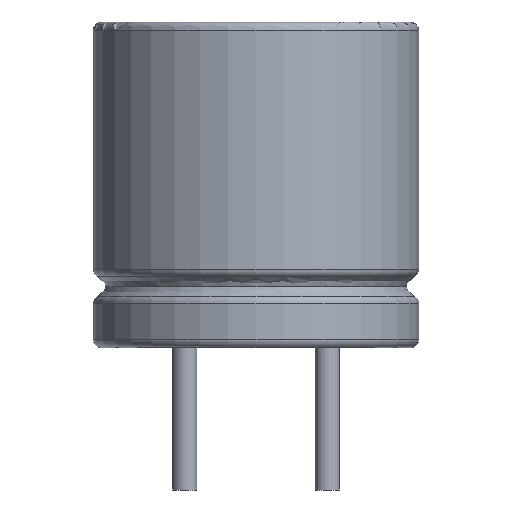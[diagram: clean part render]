
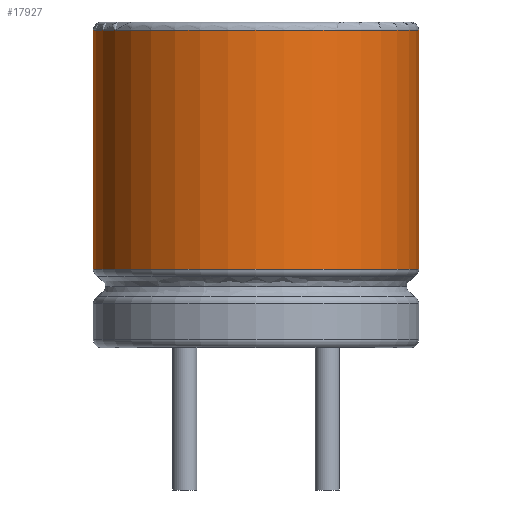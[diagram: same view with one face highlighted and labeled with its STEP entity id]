
A CAD part, front view. The second image highlights one B-rep face of the part: STEP entity #17927.
In plain terms, the highlighted cylindrical face has radius 4 mm (diameter 8 mm), a partial arc.
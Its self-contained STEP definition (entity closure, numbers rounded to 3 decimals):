
#17 = CARTESIAN_POINT ( 'NONE',  ( 4., 0., 7.8 ) ) ;
#798 = CARTESIAN_POINT ( 'NONE',  ( 4., 0., 1.925 ) ) ;
#1597 = CIRCLE ( 'NONE', #7209, 4. ) ;
#1894 = CARTESIAN_POINT ( 'NONE',  ( -4., 0., 1.925 ) ) ;
#2226 = CYLINDRICAL_SURFACE ( 'NONE', #6477, 4. ) ;
#2876 = DIRECTION ( 'NONE',  ( 1., 0., 0. ) ) ;
#2881 = DIRECTION ( 'NONE',  ( 0., 0., 1. ) ) ;
#3129 = CARTESIAN_POINT ( 'NONE',  ( -4., 0., 7.8 ) ) ;
#3297 = DIRECTION ( 'NONE',  ( -1., 0., 0. ) ) ;
#3698 = EDGE_CURVE ( 'NONE', #16175, #10755, #6386, .T. ) ;
#3853 = EDGE_CURVE ( 'NONE', #16175, #9086, #1597, .T. ) ;
#4538 = CARTESIAN_POINT ( 'NONE',  ( 0., 0., 1.925 ) ) ;
#4633 = ORIENTED_EDGE ( 'NONE', *, *, #18979, .T. ) ;
#4744 = DIRECTION ( 'NONE',  ( 0., 0., -1. ) ) ;
#6180 = CARTESIAN_POINT ( 'NONE',  ( 4., 0., 8. ) ) ;
#6386 = LINE ( 'NONE', #6180, #8859 ) ;
#6477 = AXIS2_PLACEMENT_3D ( 'NONE', #8926, #7258, #16732 ) ;
#7209 = AXIS2_PLACEMENT_3D ( 'NONE', #17097, #9374, #2876 ) ;
#7258 = DIRECTION ( 'NONE',  ( 0., 0., -1. ) ) ;
#7854 = ORIENTED_EDGE ( 'NONE', *, *, #19606, .T. ) ;
#7948 = CARTESIAN_POINT ( 'NONE',  ( -4., 0., 8. ) ) ;
#8859 = VECTOR ( 'NONE', #20510, 1000. ) ;
#8926 = CARTESIAN_POINT ( 'NONE',  ( 0., 0., 8. ) ) ;
#8949 = VECTOR ( 'NONE', #4744, 1000. ) ;
#9086 = VERTEX_POINT ( 'NONE', #3129 ) ;
#9374 = DIRECTION ( 'NONE',  ( 0., 0., -1. ) ) ;
#10755 = VERTEX_POINT ( 'NONE', #798 ) ;
#11356 = EDGE_LOOP ( 'NONE', ( #15594, #14742, #7854, #4633 ) ) ;
#12130 = CIRCLE ( 'NONE', #13438, 4. ) ;
#13438 = AXIS2_PLACEMENT_3D ( 'NONE', #4538, #2881, #3297 ) ;
#14742 = ORIENTED_EDGE ( 'NONE', *, *, #3853, .T. ) ;
#15594 = ORIENTED_EDGE ( 'NONE', *, *, #3698, .F. ) ;
#16175 = VERTEX_POINT ( 'NONE', #17 ) ;
#16322 = VERTEX_POINT ( 'NONE', #1894 ) ;
#16732 = DIRECTION ( 'NONE',  ( -1., 0., 0. ) ) ;
#17097 = CARTESIAN_POINT ( 'NONE',  ( 0., 0., 7.8 ) ) ;
#17927 = ADVANCED_FACE ( 'NONE', ( #18105 ), #2226, .T. ) ;
#18105 = FACE_OUTER_BOUND ( 'NONE', #11356, .T. ) ;
#18979 = EDGE_CURVE ( 'NONE', #16322, #10755, #12130, .T. ) ;
#19606 = EDGE_CURVE ( 'NONE', #9086, #16322, #20414, .T. ) ;
#20414 = LINE ( 'NONE', #7948, #8949 ) ;
#20510 = DIRECTION ( 'NONE',  ( 0., 0., -1. ) ) ;
